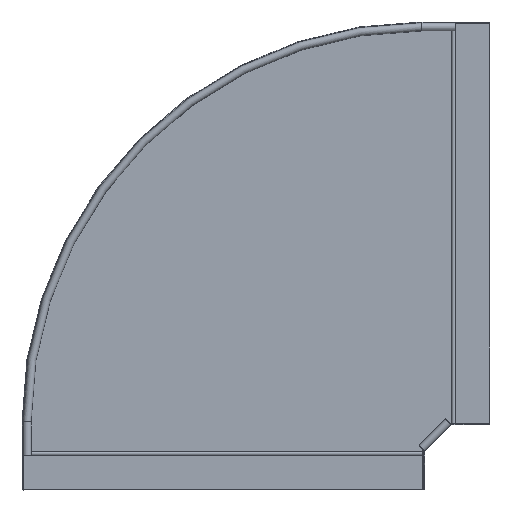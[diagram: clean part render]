
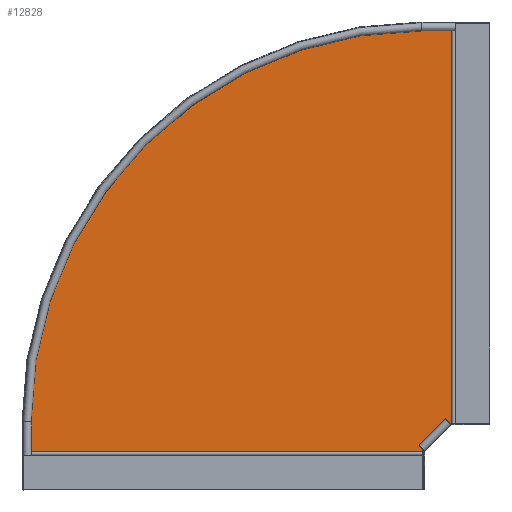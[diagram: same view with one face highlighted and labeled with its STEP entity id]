
A CAD part, top view. The second image highlights one B-rep face of the part: STEP entity #12828.
In plain terms, the highlighted planar face has unit normal (0, 0, 1).
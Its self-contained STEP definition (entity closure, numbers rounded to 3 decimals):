
#12225=DIRECTION('',(-1.,0.,-0.001));
#12226=VECTOR('',#12225,1.986);
#12227=CARTESIAN_POINT('',(-57.314,100.35,0.001));
#12228=LINE('',#12227,#12226);
#12298=DIRECTION('',(1.,0.,0.));
#12299=VECTOR('',#12298,44.536);
#12300=CARTESIAN_POINT('',(-101.85,698.85,0.));
#12301=LINE('',#12300,#12299);
#12363=DIRECTION('',(0.707,0.707,0.));
#12364=VECTOR('',#12363,58.053);
#12365=CARTESIAN_POINT('',(-100.35,59.3,0.));
#12366=LINE('',#12365,#12364);
#12367=CARTESIAN_POINT('',(-101.85,101.85,0.));
#12368=DIRECTION('',(0.,0.,1.));
#12369=DIRECTION('',(0.,1.,0.));
#12370=AXIS2_PLACEMENT_3D('',#12367,#12368,#12369);
#12399=DIRECTION('',(0.,-1.,0.001));
#12400=VECTOR('',#12399,1.986);
#12401=CARTESIAN_POINT('',(-100.35,59.3,0.));
#12402=LINE('',#12401,#12400);
#12473=DIRECTION('',(0.,1.,0.));
#12474=VECTOR('',#12473,44.536);
#12475=CARTESIAN_POINT('',(-698.85,57.314,0.001));
#12476=LINE('',#12475,#12474);
#12500=DIRECTION('',(-1.,0.,0.));
#12501=VECTOR('',#12500,598.5);
#12502=CARTESIAN_POINT('',(-100.35,57.314,0.001));
#12503=LINE('',#12502,#12501);
#12516=DIRECTION('',(0.,-1.,0.));
#12517=VECTOR('',#12516,598.5);
#12518=CARTESIAN_POINT('',(-57.314,698.85,0.001));
#12519=LINE('',#12518,#12517);
#12532=CARTESIAN_POINT('',(-57.314,100.35,0.001));
#12533=CARTESIAN_POINT('',(-59.3,100.35,0.));
#12534=VERTEX_POINT('',#12532);
#12535=VERTEX_POINT('',#12533);
#12546=CARTESIAN_POINT('',(-100.35,59.3,0.));
#12547=VERTEX_POINT('',#12546);
#12549=CARTESIAN_POINT('',(-57.314,698.85,0.001));
#12550=VERTEX_POINT('',#12549);
#12574=CARTESIAN_POINT('',(-100.35,57.314,0.001));
#12575=CARTESIAN_POINT('',(-698.85,57.314,0.001));
#12576=VERTEX_POINT('',#12574);
#12577=VERTEX_POINT('',#12575);
#12578=CARTESIAN_POINT('',(-101.85,698.85,0.));
#12579=CARTESIAN_POINT('',(-698.85,101.85,0.));
#12580=VERTEX_POINT('',#12578);
#12581=VERTEX_POINT('',#12579);
#12808=CARTESIAN_POINT('',(-101.85,101.85,0.));
#12809=DIRECTION('',(0.,0.,-1.));
#12810=DIRECTION('',(-1.,0.,0.));
#12811=AXIS2_PLACEMENT_3D('',#12808,#12809,#12810);
#12812=PLANE('',#12811);
#12814=ORIENTED_EDGE('',*,*,#12813,.F.);
#12816=ORIENTED_EDGE('',*,*,#12815,.T.);
#12818=ORIENTED_EDGE('',*,*,#12817,.T.);
#12820=ORIENTED_EDGE('',*,*,#12819,.T.);
#12821=ORIENTED_EDGE('',*,*,#12799,.F.);
#12822=ORIENTED_EDGE('',*,*,#12712,.T.);
#12824=ORIENTED_EDGE('',*,*,#12823,.T.);
#12825=ORIENTED_EDGE('',*,*,#12668,.T.);
#12826=EDGE_LOOP('',(#12814,#12816,#12818,#12820,#12821,#12822,#12824,#12825));
#12827=FACE_OUTER_BOUND('',#12826,.F.);
#12828=ADVANCED_FACE('',(#12827),#12812,.F.);
#12371=CIRCLE('',#12370,597.);
#12668=EDGE_CURVE('',#12534,#12535,#12228,.T.);
#12712=EDGE_CURVE('',#12580,#12550,#12301,.T.);
#12799=EDGE_CURVE('',#12580,#12581,#12371,.T.);
#12813=EDGE_CURVE('',#12547,#12535,#12366,.T.);
#12815=EDGE_CURVE('',#12547,#12576,#12402,.T.);
#12817=EDGE_CURVE('',#12576,#12577,#12503,.T.);
#12819=EDGE_CURVE('',#12577,#12581,#12476,.T.);
#12823=EDGE_CURVE('',#12550,#12534,#12519,.T.);
